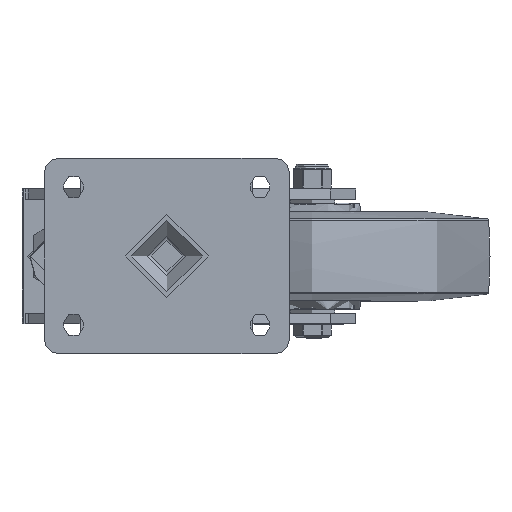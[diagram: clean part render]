
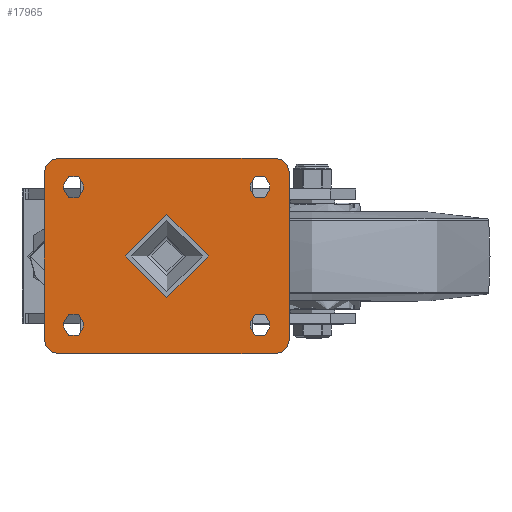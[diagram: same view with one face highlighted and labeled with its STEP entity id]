
A CAD part, top view. The second image highlights one B-rep face of the part: STEP entity #17965.
In plain terms, the highlighted planar face has unit normal (0, 0, 1).
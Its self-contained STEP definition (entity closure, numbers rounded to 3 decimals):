
#1691=FACE_BOUND('',#3534,.T.);
#1692=FACE_BOUND('',#3535,.T.);
#1693=FACE_BOUND('',#3536,.T.);
#1694=FACE_BOUND('',#3537,.T.);
#1695=FACE_BOUND('',#3538,.T.);
#1877=PLANE('',#19472);
#2369=FACE_OUTER_BOUND('',#3533,.T.);
#3533=EDGE_LOOP('',(#12339,#12340,#12341,#12342,#12343,#12344,#12345,#12346));
#3534=EDGE_LOOP('',(#12347));
#3535=EDGE_LOOP('',(#12348,#12349,#12350,#12351));
#3536=EDGE_LOOP('',(#12352,#12353,#12354,#12355));
#3537=EDGE_LOOP('',(#12356,#12357,#12358,#12359));
#3538=EDGE_LOOP('',(#12360,#12361,#12362,#12363));
#4837=LINE('',#25957,#5815);
#4841=LINE('',#25966,#5819);
#4844=LINE('',#25974,#5822);
#4847=LINE('',#25982,#5825);
#4851=LINE('',#25994,#5829);
#4853=LINE('',#26000,#5831);
#4857=LINE('',#26010,#5835);
#4859=LINE('',#26016,#5837);
#4863=LINE('',#26026,#5841);
#4865=LINE('',#26032,#5843);
#4869=LINE('',#26042,#5847);
#4871=LINE('',#26048,#5849);
#5815=VECTOR('',#21333,1000.);
#5819=VECTOR('',#21343,1000.);
#5822=VECTOR('',#21352,1000.);
#5825=VECTOR('',#21361,1000.);
#5829=VECTOR('',#21375,1000.);
#5831=VECTOR('',#21383,1000.);
#5835=VECTOR('',#21393,1000.);
#5837=VECTOR('',#21401,1000.);
#5841=VECTOR('',#21411,1000.);
#5843=VECTOR('',#21419,1000.);
#5847=VECTOR('',#21429,1000.);
#5849=VECTOR('',#21437,1000.);
#6783=CIRCLE('',#19404,23.5);
#6805=CIRCLE('',#19438,8.);
#6806=CIRCLE('',#19441,8.);
#6807=CIRCLE('',#19444,8.);
#6808=CIRCLE('',#19447,8.);
#6809=CIRCLE('',#19449,5.5);
#6810=CIRCLE('',#19452,5.5);
#6811=CIRCLE('',#19455,5.5);
#6812=CIRCLE('',#19458,5.5);
#6813=CIRCLE('',#19461,5.5);
#6814=CIRCLE('',#19464,5.5);
#6815=CIRCLE('',#19467,5.5);
#6816=CIRCLE('',#19470,5.5);
#7682=VERTEX_POINT('',#25874);
#7714=VERTEX_POINT('',#25954);
#7715=VERTEX_POINT('',#25956);
#7716=VERTEX_POINT('',#25960);
#7717=VERTEX_POINT('',#25964);
#7718=VERTEX_POINT('',#25968);
#7719=VERTEX_POINT('',#25972);
#7720=VERTEX_POINT('',#25976);
#7721=VERTEX_POINT('',#25980);
#7722=VERTEX_POINT('',#25986);
#7723=VERTEX_POINT('',#25988);
#7724=VERTEX_POINT('',#25992);
#7725=VERTEX_POINT('',#25996);
#7726=VERTEX_POINT('',#26002);
#7727=VERTEX_POINT('',#26004);
#7728=VERTEX_POINT('',#26008);
#7729=VERTEX_POINT('',#26012);
#7730=VERTEX_POINT('',#26018);
#7731=VERTEX_POINT('',#26020);
#7732=VERTEX_POINT('',#26024);
#7733=VERTEX_POINT('',#26028);
#7734=VERTEX_POINT('',#26034);
#7735=VERTEX_POINT('',#26036);
#7736=VERTEX_POINT('',#26040);
#7737=VERTEX_POINT('',#26044);
#9432=EDGE_CURVE('',#7682,#7682,#6783,.T.);
#9470=EDGE_CURVE('',#7714,#7715,#4837,.T.);
#9473=EDGE_CURVE('',#7716,#7714,#6805,.T.);
#9475=EDGE_CURVE('',#7717,#7716,#4841,.T.);
#9477=EDGE_CURVE('',#7718,#7717,#6806,.T.);
#9479=EDGE_CURVE('',#7719,#7718,#4844,.T.);
#9481=EDGE_CURVE('',#7720,#7719,#6807,.T.);
#9483=EDGE_CURVE('',#7721,#7720,#4847,.T.);
#9484=EDGE_CURVE('',#7721,#7715,#6808,.T.);
#9486=EDGE_CURVE('',#7723,#7722,#6809,.T.);
#9489=EDGE_CURVE('',#7722,#7724,#4851,.T.);
#9491=EDGE_CURVE('',#7724,#7725,#6810,.T.);
#9492=EDGE_CURVE('',#7725,#7723,#4853,.T.);
#9494=EDGE_CURVE('',#7727,#7726,#6811,.T.);
#9497=EDGE_CURVE('',#7726,#7728,#4857,.T.);
#9499=EDGE_CURVE('',#7728,#7729,#6812,.T.);
#9500=EDGE_CURVE('',#7729,#7727,#4859,.T.);
#9502=EDGE_CURVE('',#7731,#7730,#6813,.T.);
#9505=EDGE_CURVE('',#7730,#7732,#4863,.T.);
#9507=EDGE_CURVE('',#7732,#7733,#6814,.T.);
#9508=EDGE_CURVE('',#7733,#7731,#4865,.T.);
#9510=EDGE_CURVE('',#7735,#7734,#6815,.T.);
#9513=EDGE_CURVE('',#7734,#7736,#4869,.T.);
#9515=EDGE_CURVE('',#7736,#7737,#6816,.T.);
#9516=EDGE_CURVE('',#7737,#7735,#4871,.T.);
#12339=ORIENTED_EDGE('',*,*,#9484,.T.);
#12340=ORIENTED_EDGE('',*,*,#9470,.F.);
#12341=ORIENTED_EDGE('',*,*,#9473,.F.);
#12342=ORIENTED_EDGE('',*,*,#9475,.F.);
#12343=ORIENTED_EDGE('',*,*,#9477,.F.);
#12344=ORIENTED_EDGE('',*,*,#9479,.F.);
#12345=ORIENTED_EDGE('',*,*,#9481,.F.);
#12346=ORIENTED_EDGE('',*,*,#9483,.F.);
#12347=ORIENTED_EDGE('',*,*,#9432,.T.);
#12348=ORIENTED_EDGE('',*,*,#9516,.T.);
#12349=ORIENTED_EDGE('',*,*,#9510,.T.);
#12350=ORIENTED_EDGE('',*,*,#9513,.T.);
#12351=ORIENTED_EDGE('',*,*,#9515,.T.);
#12352=ORIENTED_EDGE('',*,*,#9508,.T.);
#12353=ORIENTED_EDGE('',*,*,#9502,.T.);
#12354=ORIENTED_EDGE('',*,*,#9505,.T.);
#12355=ORIENTED_EDGE('',*,*,#9507,.T.);
#12356=ORIENTED_EDGE('',*,*,#9500,.T.);
#12357=ORIENTED_EDGE('',*,*,#9494,.T.);
#12358=ORIENTED_EDGE('',*,*,#9497,.T.);
#12359=ORIENTED_EDGE('',*,*,#9499,.T.);
#12360=ORIENTED_EDGE('',*,*,#9492,.T.);
#12361=ORIENTED_EDGE('',*,*,#9486,.T.);
#12362=ORIENTED_EDGE('',*,*,#9489,.T.);
#12363=ORIENTED_EDGE('',*,*,#9491,.T.);
#17965=ADVANCED_FACE('',(#2369,#1691,#1692,#1693,#1694,#1695),#1877,.T.);
#19404=AXIS2_PLACEMENT_3D('',#25875,#21251,#21252);
#19438=AXIS2_PLACEMENT_3D('',#25962,#21338,#21339);
#19441=AXIS2_PLACEMENT_3D('',#25970,#21347,#21348);
#19444=AXIS2_PLACEMENT_3D('',#25978,#21356,#21357);
#19447=AXIS2_PLACEMENT_3D('',#25984,#21364,#21365);
#19449=AXIS2_PLACEMENT_3D('',#25989,#21369,#21370);
#19452=AXIS2_PLACEMENT_3D('',#25998,#21379,#21380);
#19455=AXIS2_PLACEMENT_3D('',#26005,#21387,#21388);
#19458=AXIS2_PLACEMENT_3D('',#26014,#21397,#21398);
#19461=AXIS2_PLACEMENT_3D('',#26021,#21405,#21406);
#19464=AXIS2_PLACEMENT_3D('',#26030,#21415,#21416);
#19467=AXIS2_PLACEMENT_3D('',#26037,#21423,#21424);
#19470=AXIS2_PLACEMENT_3D('',#26046,#21433,#21434);
#19472=AXIS2_PLACEMENT_3D('',#26049,#21438,#21439);
#21251=DIRECTION('center_axis',(0.,0.,-1.));
#21252=DIRECTION('ref_axis',(-1.,0.,0.));
#21333=DIRECTION('',(-1.,0.,0.));
#21338=DIRECTION('center_axis',(0.,0.,-1.));
#21339=DIRECTION('ref_axis',(1.,0.,0.));
#21343=DIRECTION('',(0.,-1.,0.));
#21347=DIRECTION('center_axis',(0.,0.,-1.));
#21348=DIRECTION('ref_axis',(0.,1.,0.));
#21352=DIRECTION('',(1.,0.,0.));
#21356=DIRECTION('center_axis',(0.,0.,-1.));
#21357=DIRECTION('ref_axis',(-1.,0.,0.));
#21361=DIRECTION('',(0.,1.,0.));
#21364=DIRECTION('center_axis',(0.,0.,1.));
#21365=DIRECTION('ref_axis',(-1.,0.,0.));
#21369=DIRECTION('center_axis',(0.,0.,-1.));
#21370=DIRECTION('ref_axis',(1.,0.,0.));
#21375=DIRECTION('',(0.,-1.,0.));
#21379=DIRECTION('center_axis',(0.,0.,-1.));
#21380=DIRECTION('ref_axis',(1.,0.,0.));
#21383=DIRECTION('',(0.,1.,0.));
#21387=DIRECTION('center_axis',(0.,0.,-1.));
#21388=DIRECTION('ref_axis',(1.,0.,0.));
#21393=DIRECTION('',(0.,1.,0.));
#21397=DIRECTION('center_axis',(0.,0.,-1.));
#21398=DIRECTION('ref_axis',(1.,0.,0.));
#21401=DIRECTION('',(0.,-1.,0.));
#21405=DIRECTION('center_axis',(0.,0.,-1.));
#21406=DIRECTION('ref_axis',(-1.,0.,0.));
#21411=DIRECTION('',(0.,-1.,0.));
#21415=DIRECTION('center_axis',(0.,0.,-1.));
#21416=DIRECTION('ref_axis',(-1.,0.,0.));
#21419=DIRECTION('',(0.,1.,0.));
#21423=DIRECTION('center_axis',(0.,0.,-1.));
#21424=DIRECTION('ref_axis',(-1.,0.,0.));
#21429=DIRECTION('',(0.,1.,0.));
#21433=DIRECTION('center_axis',(0.,0.,-1.));
#21434=DIRECTION('ref_axis',(-1.,0.,0.));
#21437=DIRECTION('',(0.,-1.,0.));
#21438=DIRECTION('center_axis',(0.,0.,1.));
#21439=DIRECTION('ref_axis',(1.,0.,0.));
#25874=CARTESIAN_POINT('',(23.5,0.,0.));
#25875=CARTESIAN_POINT('Origin',(0.,0.,0.));
#25954=CARTESIAN_POINT('',(61.,-55.,0.));
#25956=CARTESIAN_POINT('',(-61.,-55.,0.));
#25957=CARTESIAN_POINT('',(61.,-55.,0.));
#25960=CARTESIAN_POINT('',(69.,-47.,0.));
#25962=CARTESIAN_POINT('Origin',(61.,-47.,0.));
#25964=CARTESIAN_POINT('',(69.,47.,0.));
#25966=CARTESIAN_POINT('',(69.,47.,0.));
#25968=CARTESIAN_POINT('',(61.,55.,0.));
#25970=CARTESIAN_POINT('Origin',(61.,47.,0.));
#25972=CARTESIAN_POINT('',(-61.,55.,0.));
#25974=CARTESIAN_POINT('',(-61.,55.,0.));
#25976=CARTESIAN_POINT('',(-69.,47.,0.));
#25978=CARTESIAN_POINT('Origin',(-61.,47.,0.));
#25980=CARTESIAN_POINT('',(-69.,-47.,0.));
#25982=CARTESIAN_POINT('',(-69.,-47.,0.));
#25984=CARTESIAN_POINT('Origin',(-61.,-47.,0.));
#25986=CARTESIAN_POINT('',(-47.,40.,0.));
#25988=CARTESIAN_POINT('',(-58.,40.,0.));
#25989=CARTESIAN_POINT('Origin',(-52.5,40.,0.));
#25992=CARTESIAN_POINT('',(-47.,37.5,0.));
#25994=CARTESIAN_POINT('',(-47.,40.,0.));
#25996=CARTESIAN_POINT('',(-58.,37.5,0.));
#25998=CARTESIAN_POINT('Origin',(-52.5,37.5,0.));
#26000=CARTESIAN_POINT('',(-58.,40.,0.));
#26002=CARTESIAN_POINT('',(-58.,-40.,0.));
#26004=CARTESIAN_POINT('',(-47.,-40.,0.));
#26005=CARTESIAN_POINT('Origin',(-52.5,-40.,0.));
#26008=CARTESIAN_POINT('',(-58.,-37.5,0.));
#26010=CARTESIAN_POINT('',(-58.,-40.,0.));
#26012=CARTESIAN_POINT('',(-47.,-37.5,0.));
#26014=CARTESIAN_POINT('Origin',(-52.5,-37.5,0.));
#26016=CARTESIAN_POINT('',(-47.,-40.,0.));
#26018=CARTESIAN_POINT('',(58.,40.,0.));
#26020=CARTESIAN_POINT('',(47.,40.,0.));
#26021=CARTESIAN_POINT('Origin',(52.5,40.,0.));
#26024=CARTESIAN_POINT('',(58.,37.5,0.));
#26026=CARTESIAN_POINT('',(58.,40.,0.));
#26028=CARTESIAN_POINT('',(47.,37.5,0.));
#26030=CARTESIAN_POINT('Origin',(52.5,37.5,0.));
#26032=CARTESIAN_POINT('',(47.,40.,0.));
#26034=CARTESIAN_POINT('',(47.,-40.,0.));
#26036=CARTESIAN_POINT('',(58.,-40.,0.));
#26037=CARTESIAN_POINT('Origin',(52.5,-40.,0.));
#26040=CARTESIAN_POINT('',(47.,-37.5,0.));
#26042=CARTESIAN_POINT('',(47.,-40.,0.));
#26044=CARTESIAN_POINT('',(58.,-37.5,0.));
#26046=CARTESIAN_POINT('Origin',(52.5,-37.5,0.));
#26048=CARTESIAN_POINT('',(58.,-40.,0.));
#26049=CARTESIAN_POINT('Origin',(0.,0.,0.));
